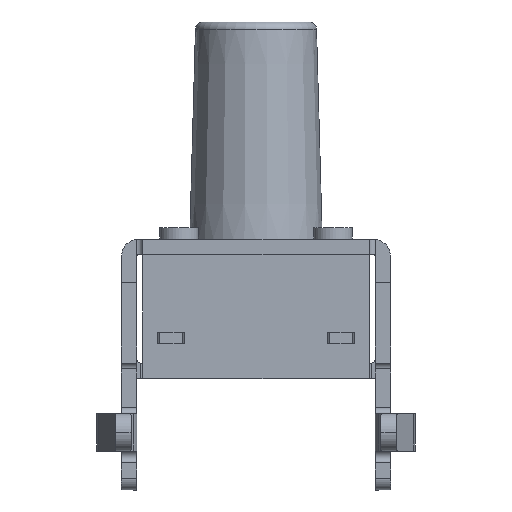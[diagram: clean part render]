
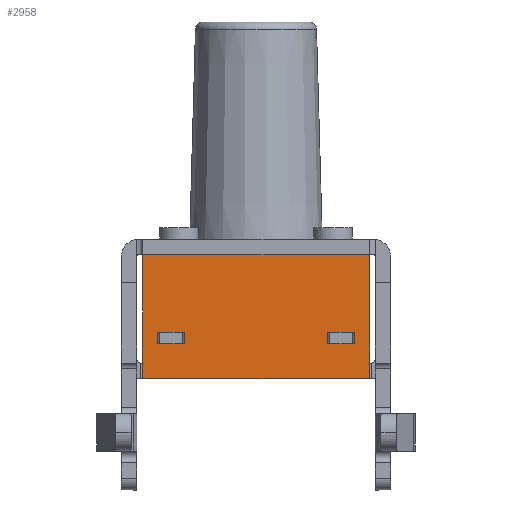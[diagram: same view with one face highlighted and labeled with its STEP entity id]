
A CAD part, front view. The second image highlights one B-rep face of the part: STEP entity #2958.
In plain terms, the highlighted planar face has unit normal (0, -1, 0).
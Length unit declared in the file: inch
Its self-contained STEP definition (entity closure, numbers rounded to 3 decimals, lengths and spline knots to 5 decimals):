
#170 = EDGE_CURVE ( 'NONE', #1403, #373, #1614, .T. ) ;
#287 = CARTESIAN_POINT ( 'NONE',  ( 0.118, 0.04, 0.136 ) ) ;
#373 = VERTEX_POINT ( 'NONE', #959 ) ;
#385 = DIRECTION ( 'NONE',  ( -1., 0., 0. ) ) ;
#390 = VECTOR ( 'NONE', #1756, 39.37008 ) ;
#410 = ORIENTED_EDGE ( 'NONE', *, *, #170, .F. ) ;
#835 = CARTESIAN_POINT ( 'NONE',  ( 0., 0.04, 0. ) ) ;
#879 = CARTESIAN_POINT ( 'NONE',  ( -0.118, 0.04, 0.007 ) ) ;
#959 = CARTESIAN_POINT ( 'NONE',  ( -0.118, 0.04, 0.136 ) ) ;
#1024 = CARTESIAN_POINT ( 'NONE',  ( -0.118, 0.04, 0.136 ) ) ;
#1154 = FACE_OUTER_BOUND ( 'NONE', #3250, .T. ) ;
#1184 = VECTOR ( 'NONE', #385, 39.37008 ) ;
#1403 = VERTEX_POINT ( 'NONE', #879 ) ;
#1584 = LINE ( 'NONE', #1843, #4982 ) ;
#1614 = LINE ( 'NONE', #2144, #390 ) ;
#1756 = DIRECTION ( 'NONE',  ( 0., 0., 1. ) ) ;
#1843 = CARTESIAN_POINT ( 'NONE',  ( 0.118, 0.04, 0.007 ) ) ;
#2144 = CARTESIAN_POINT ( 'NONE',  ( -0.118, 0.04, 0.007 ) ) ;
#2470 = EDGE_CURVE ( 'NONE', #3281, #3115, #1584, .T. ) ;
#2673 = CARTESIAN_POINT ( 'NONE',  ( -0.118, 0.04, 0.007 ) ) ;
#2929 = ORIENTED_EDGE ( 'NONE', *, *, #2470, .F. ) ;
#2958 = ADVANCED_FACE ( 'NONE', ( #1154 ), #4014, .F. ) ;
#3115 = VERTEX_POINT ( 'NONE', #4117 ) ;
#3238 = EDGE_CURVE ( 'NONE', #373, #3281, #3913, .T. ) ;
#3250 = EDGE_LOOP ( 'NONE', ( #2929, #3607, #410, #3805 ) ) ;
#3281 = VERTEX_POINT ( 'NONE', #287 ) ;
#3302 = LINE ( 'NONE', #2673, #1184 ) ;
#3607 = ORIENTED_EDGE ( 'NONE', *, *, #3238, .F. ) ;
#3805 = ORIENTED_EDGE ( 'NONE', *, *, #5194, .F. ) ;
#3913 = LINE ( 'NONE', #1024, #4415 ) ;
#4014 = PLANE ( 'NONE',  #5626 ) ;
#4117 = CARTESIAN_POINT ( 'NONE',  ( 0.118, 0.04, 0.007 ) ) ;
#4209 = DIRECTION ( 'NONE',  ( 1., 0., 0. ) ) ;
#4415 = VECTOR ( 'NONE', #4209, 39.37008 ) ;
#4887 = DIRECTION ( 'NONE',  ( -1., 0., 0. ) ) ;
#4982 = VECTOR ( 'NONE', #5437, 39.37008 ) ;
#5194 = EDGE_CURVE ( 'NONE', #3115, #1403, #3302, .T. ) ;
#5413 = DIRECTION ( 'NONE',  ( 0., 1., 0. ) ) ;
#5437 = DIRECTION ( 'NONE',  ( 0., 0., -1. ) ) ;
#5626 = AXIS2_PLACEMENT_3D ( 'NONE', #835, #5413, #4887 ) ;
